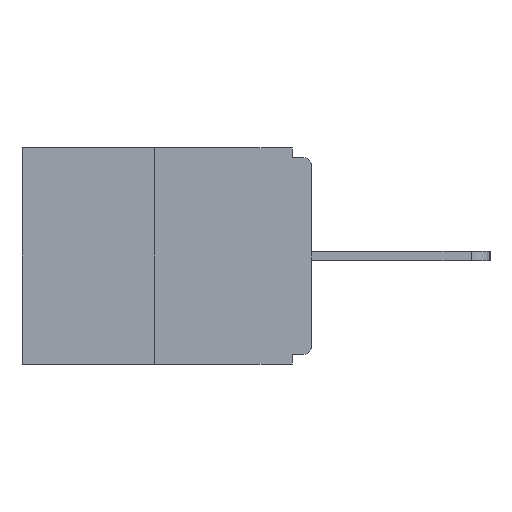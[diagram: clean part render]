
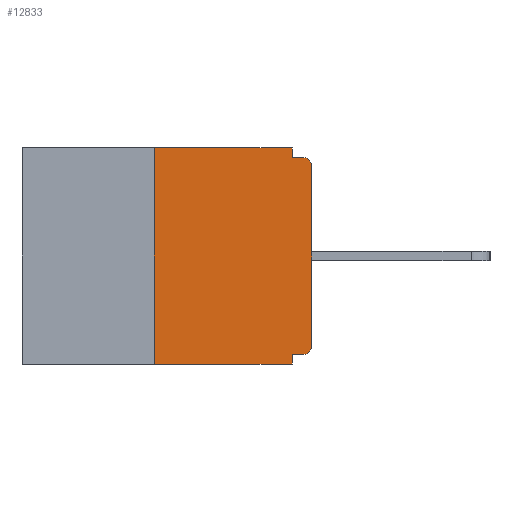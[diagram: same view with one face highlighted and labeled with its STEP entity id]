
A CAD part, left-side view. The second image highlights one B-rep face of the part: STEP entity #12833.
In plain terms, the highlighted planar face has unit normal (-1, 0, 0).
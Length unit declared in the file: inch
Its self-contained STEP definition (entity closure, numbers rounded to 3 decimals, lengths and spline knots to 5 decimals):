
#155 = EDGE_LOOP ( 'NONE', ( #10969, #9260, #10169, #13531, #15087, #9124, #9492, #10608, #13603, #1514 ) ) ;
#559 = PLANE ( 'NONE',  #14298 ) ;
#1514 = ORIENTED_EDGE ( 'NONE', *, *, #10868, .F. ) ;
#1992 = DIRECTION ( 'NONE',  ( 0., 0., -1. ) ) ;
#2018 = CARTESIAN_POINT ( 'NONE',  ( 0., 0.25, 0. ) ) ;
#2755 = VERTEX_POINT ( 'NONE', #10205 ) ;
#2808 = VERTEX_POINT ( 'NONE', #14197 ) ;
#2944 = CIRCLE ( 'NONE', #17144, 0.015 ) ;
#3567 = EDGE_CURVE ( 'NONE', #3722, #2755, #10973, .T. ) ;
#3722 = VERTEX_POINT ( 'NONE', #15714 ) ;
#3749 = LINE ( 'NONE', #9065, #13985 ) ;
#3862 = CARTESIAN_POINT ( 'NONE',  ( 0., 0.015, -0.313 ) ) ;
#3903 = CARTESIAN_POINT ( 'NONE',  ( 0., 0.031, 0. ) ) ;
#4400 = VECTOR ( 'NONE', #12737, 39.37008 ) ;
#4556 = EDGE_CURVE ( 'NONE', #16223, #6161, #2944, .T. ) ;
#4869 = CARTESIAN_POINT ( 'NONE',  ( 0., 0.46, 0. ) ) ;
#5196 = LINE ( 'NONE', #8167, #7245 ) ;
#5354 = EDGE_CURVE ( 'NONE', #2808, #16223, #3749, .T. ) ;
#5366 = EDGE_CURVE ( 'NONE', #13822, #5893, #8820, .T. ) ;
#5513 = VERTEX_POINT ( 'NONE', #12283 ) ;
#5846 = CARTESIAN_POINT ( 'NONE',  ( 0., 0.031, -0.343 ) ) ;
#5893 = VERTEX_POINT ( 'NONE', #7823 ) ;
#6046 = DIRECTION ( 'NONE',  ( 1., 0., 0. ) ) ;
#6161 = VERTEX_POINT ( 'NONE', #12607 ) ;
#7087 = VECTOR ( 'NONE', #8365, 39.37008 ) ;
#7139 = CARTESIAN_POINT ( 'NONE',  ( 0., 0., -0.328 ) ) ;
#7237 = DIRECTION ( 'NONE',  ( 0., 0., -1. ) ) ;
#7245 = VECTOR ( 'NONE', #12097, 39.37008 ) ;
#7305 = CARTESIAN_POINT ( 'NONE',  ( 0., 0.46, -0.343 ) ) ;
#7421 = LINE ( 'NONE', #5846, #4400 ) ;
#7448 = FACE_OUTER_BOUND ( 'NONE', #155, .T. ) ;
#7823 = CARTESIAN_POINT ( 'NONE',  ( 0., 0.25, 0. ) ) ;
#7858 = VECTOR ( 'NONE', #11516, 39.37008 ) ;
#8167 = CARTESIAN_POINT ( 'NONE',  ( 0., 0., -0.015 ) ) ;
#8240 = VERTEX_POINT ( 'NONE', #16363 ) ;
#8365 = DIRECTION ( 'NONE',  ( 0., 1., 0. ) ) ;
#8607 = DIRECTION ( 'NONE',  ( 0., -1., 0. ) ) ;
#8820 = LINE ( 'NONE', #2018, #7858 ) ;
#9065 = CARTESIAN_POINT ( 'NONE',  ( 0., 0., 0. ) ) ;
#9124 = ORIENTED_EDGE ( 'NONE', *, *, #14350, .T. ) ;
#9260 = ORIENTED_EDGE ( 'NONE', *, *, #5366, .F. ) ;
#9264 = VECTOR ( 'NONE', #7237, 39.37008 ) ;
#9492 = ORIENTED_EDGE ( 'NONE', *, *, #5354, .T. ) ;
#9587 = CIRCLE ( 'NONE', #14880, 0.015 ) ;
#10096 = LINE ( 'NONE', #4869, #15979 ) ;
#10102 = DIRECTION ( 'NONE',  ( -1., 0., 0. ) ) ;
#10169 = ORIENTED_EDGE ( 'NONE', *, *, #15543, .T. ) ;
#10205 = CARTESIAN_POINT ( 'NONE',  ( 0., 0.031, -0.328 ) ) ;
#10262 = CARTESIAN_POINT ( 'NONE',  ( 0., 0.015, -0.03 ) ) ;
#10608 = ORIENTED_EDGE ( 'NONE', *, *, #4556, .T. ) ;
#10868 = EDGE_CURVE ( 'NONE', #16808, #8240, #16311, .T. ) ;
#10969 = ORIENTED_EDGE ( 'NONE', *, *, #13674, .F. ) ;
#10973 = LINE ( 'NONE', #7139, #7087 ) ;
#11228 = LINE ( 'NONE', #7305, #16097 ) ;
#11516 = DIRECTION ( 'NONE',  ( 0., 0., 1. ) ) ;
#11631 = DIRECTION ( 'NONE',  ( -1., 0., 0. ) ) ;
#12097 = DIRECTION ( 'NONE',  ( 0., -1., 0. ) ) ;
#12283 = CARTESIAN_POINT ( 'NONE',  ( 0., 0.031, -0.343 ) ) ;
#12401 = CARTESIAN_POINT ( 'NONE',  ( 0., 0.031, 0. ) ) ;
#12607 = CARTESIAN_POINT ( 'NONE',  ( 0., 0.015, -0.015 ) ) ;
#12662 = DIRECTION ( 'NONE',  ( 0., 0., 1. ) ) ;
#12737 = DIRECTION ( 'NONE',  ( 0., 0., -1. ) ) ;
#12833 = ADVANCED_FACE ( 'NONE', ( #7448 ), #559, .F. ) ;
#13531 = ORIENTED_EDGE ( 'NONE', *, *, #15175, .F. ) ;
#13603 = ORIENTED_EDGE ( 'NONE', *, *, #17218, .F. ) ;
#13674 = EDGE_CURVE ( 'NONE', #5893, #16808, #10096, .T. ) ;
#13822 = VERTEX_POINT ( 'NONE', #15316 ) ;
#13847 = DIRECTION ( 'NONE',  ( 0., -1., 0. ) ) ;
#13908 = CARTESIAN_POINT ( 'NONE',  ( 0., 0.46, 0. ) ) ;
#13985 = VECTOR ( 'NONE', #12662, 39.37008 ) ;
#14197 = CARTESIAN_POINT ( 'NONE',  ( 0., 0., -0.313 ) ) ;
#14298 = AXIS2_PLACEMENT_3D ( 'NONE', #13908, #6046, #15379 ) ;
#14350 = EDGE_CURVE ( 'NONE', #3722, #2808, #9587, .T. ) ;
#14880 = AXIS2_PLACEMENT_3D ( 'NONE', #3862, #11631, #15812 ) ;
#15021 = CARTESIAN_POINT ( 'NONE',  ( 0., 0., -0.03 ) ) ;
#15087 = ORIENTED_EDGE ( 'NONE', *, *, #3567, .F. ) ;
#15175 = EDGE_CURVE ( 'NONE', #2755, #5513, #7421, .T. ) ;
#15316 = CARTESIAN_POINT ( 'NONE',  ( 0., 0.25, -0.343 ) ) ;
#15379 = DIRECTION ( 'NONE',  ( 0., 0., -1. ) ) ;
#15543 = EDGE_CURVE ( 'NONE', #13822, #5513, #11228, .T. ) ;
#15714 = CARTESIAN_POINT ( 'NONE',  ( 0., 0.015, -0.328 ) ) ;
#15812 = DIRECTION ( 'NONE',  ( 0., 0., -1. ) ) ;
#15979 = VECTOR ( 'NONE', #8607, 39.37008 ) ;
#16097 = VECTOR ( 'NONE', #13847, 39.37008 ) ;
#16223 = VERTEX_POINT ( 'NONE', #15021 ) ;
#16311 = LINE ( 'NONE', #12401, #9264 ) ;
#16363 = CARTESIAN_POINT ( 'NONE',  ( 0., 0.031, -0.015 ) ) ;
#16808 = VERTEX_POINT ( 'NONE', #3903 ) ;
#17144 = AXIS2_PLACEMENT_3D ( 'NONE', #10262, #10102, #1992 ) ;
#17218 = EDGE_CURVE ( 'NONE', #8240, #6161, #5196, .T. ) ;
